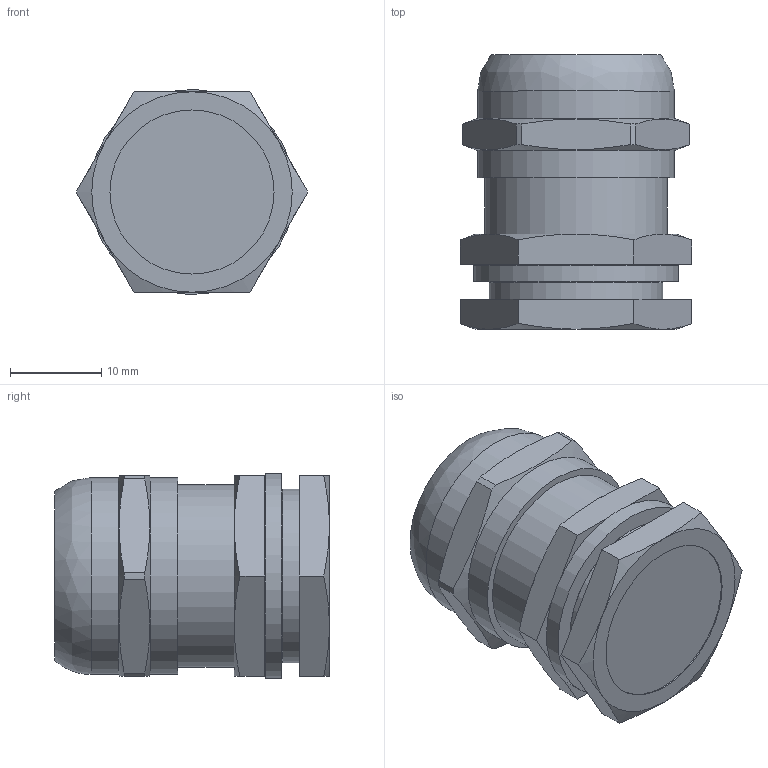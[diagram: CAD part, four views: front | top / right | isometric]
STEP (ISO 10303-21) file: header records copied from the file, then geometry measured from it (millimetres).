
FILE_DESCRIPTION(/* description */ (''),/* implementation_level */ '2;1');
FILE_NAME(/* name */ 'Сборка М19.stp',/* time_stamp */ '2016-07-04T16:36:53+06:00',/* author */ ('zeta-09'),/* organization */ (''),/* preprocessor_version */ 'ST-DEVELOPER v15.6',/* originating_system */ 'Autodesk Inventor 2015',/* authorisation */ '');
FILE_SCHEMA (('AUTOMOTIVE_DESIGN { 1 0 10303 214 3 1 1 }'));
Length unit declared in the file: centimetre
Products named in the file (1): Сборка М19
Bounding box: 25.4 x 30.13 x 22.49 mm (x, y, z)
Volume: 10837.2 mm3; surface area: 3784.4 mm2
Topology: 1 solids, 1 shells, 60 faces, 137 edges, 88 vertices
Faces by surface type: plane 29, cylinder 15, cone 15, bspline 1
Full cylindrical faces by diameter (mm): 12.6 x1, 17 x1, 18 x2, 19 x1, 20 x1, 21.6 x2, 22.5 x1
Entity records: 1635 total; most frequent: CARTESIAN_POINT 362, DIRECTION 248, ORIENTED_EDGE 238, EDGE_CURVE 119, AXIS2_PLACEMENT_3D 106, VERTEX_POINT 82, EDGE_LOOP 81, FACE_OUTER_BOUND 60
